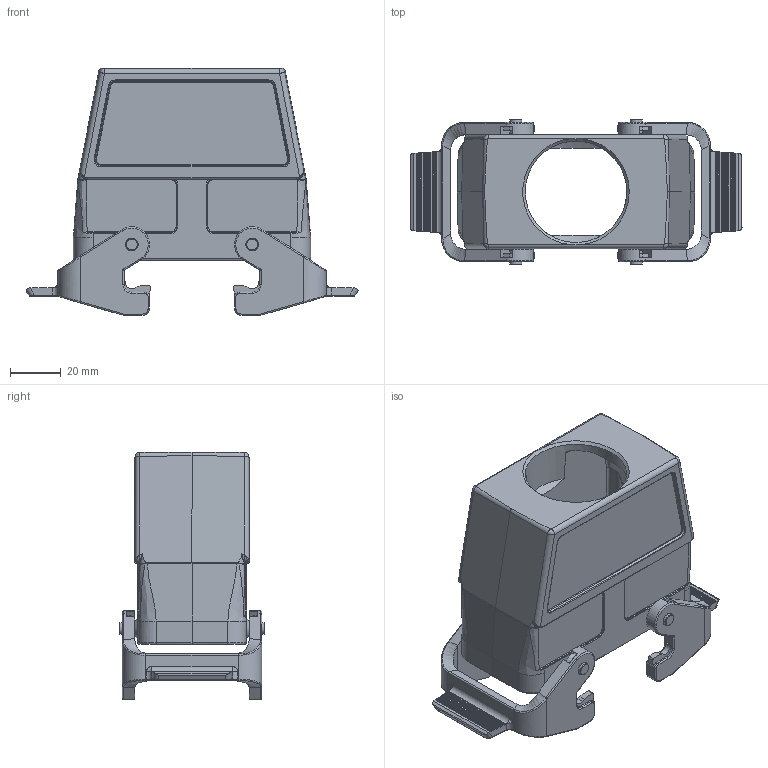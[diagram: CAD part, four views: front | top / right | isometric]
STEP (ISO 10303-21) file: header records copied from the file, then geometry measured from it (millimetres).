
FILE_DESCRIPTION(/* description */ (''),/* implementation_level */ '2;1');
FILE_NAME(/* name */ '100094835ugm000_c.stp',/* time_stamp */ '2017-10-27T12:14:03+02:00',/* author */ (''),/* organization */ (''),/* preprocessor_version */ 'ST-DEVELOPER v16',/* originating_system */ 'SIEMENS PLM Software NX 10.0',/* authorisation */ '');
FILE_SCHEMA (('AUTOMOTIVE_DESIGN { 1 0 10303 214 3 1 1 1 }'));
Length unit declared in the file: millimetre
Products named in the file (1): 100094835ugm000_c
Bounding box: 130.9 x 57.2 x 97.4 mm (x, y, z)
Volume: 98186.4 mm3; surface area: 54225.9 mm2
Topology: 3 solids, 3 shells, 937 faces, 2753 edges, 2156 vertices
Faces by surface type: plane 374, cylinder 257, bspline 199, torus 55, cone 46, sphere 6
Full cylindrical faces by diameter (mm): 3 x4, 5.1 x4, 40 x1
Entity records: 43180 total; most frequent: CARTESIAN_POINT 13174, ORIENTED_EDGE 4680, DIRECTION 4252, EDGE_CURVE 2340, AXIS2_PLACEMENT_3D 1462, VERTEX_POINT 1457, LINE 1328, VECTOR 1328
